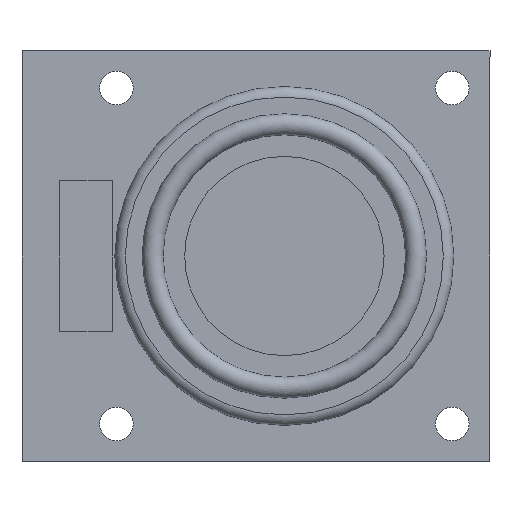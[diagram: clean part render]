
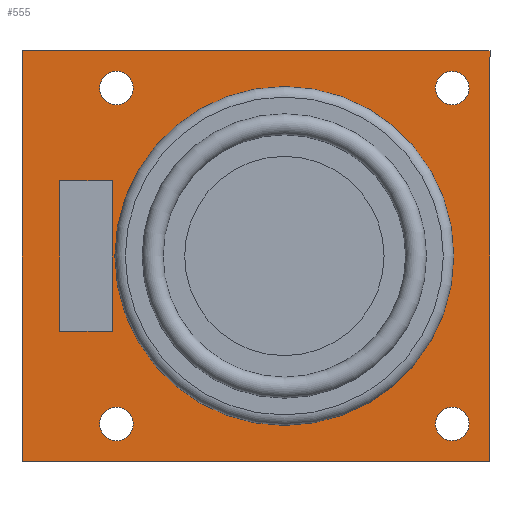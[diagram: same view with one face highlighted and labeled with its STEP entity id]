
A CAD part, front view. The second image highlights one B-rep face of the part: STEP entity #555.
In plain terms, the highlighted planar face has unit normal (0, -1, 0).
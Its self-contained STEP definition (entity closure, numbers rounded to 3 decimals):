
#37=LINE('',#868,#81);
#41=LINE('',#876,#85);
#44=LINE('',#882,#88);
#47=LINE('',#887,#91);
#65=LINE('',#942,#109);
#69=LINE('',#950,#113);
#72=LINE('',#956,#116);
#75=LINE('',#961,#119);
#81=VECTOR('',#716,10.);
#85=VECTOR('',#722,10.);
#88=VECTOR('',#727,10.);
#91=VECTOR('',#732,10.);
#109=VECTOR('',#788,10.);
#113=VECTOR('',#794,10.);
#116=VECTOR('',#799,10.);
#119=VECTOR('',#804,10.);
#138=FACE_BOUND('',#218,.T.);
#139=FACE_BOUND('',#219,.T.);
#140=FACE_BOUND('',#220,.T.);
#141=FACE_BOUND('',#221,.T.);
#142=FACE_BOUND('',#222,.T.);
#175=FACE_OUTER_BOUND('',#217,.T.);
#217=EDGE_LOOP('',(#489,#490,#491,#492));
#218=EDGE_LOOP('',(#493,#494,#495,#496));
#219=EDGE_LOOP('',(#497));
#220=EDGE_LOOP('',(#498));
#221=EDGE_LOOP('',(#499));
#222=EDGE_LOOP('',(#500));
#241=CIRCLE('',#626,1.6);
#243=CIRCLE('',#629,1.6);
#245=CIRCLE('',#632,1.6);
#247=CIRCLE('',#635,1.6);
#262=VERTEX_POINT('',#866);
#263=VERTEX_POINT('',#867);
#266=VERTEX_POINT('',#875);
#268=VERTEX_POINT('',#881);
#279=VERTEX_POINT('',#918);
#281=VERTEX_POINT('',#924);
#283=VERTEX_POINT('',#930);
#285=VERTEX_POINT('',#936);
#286=VERTEX_POINT('',#940);
#287=VERTEX_POINT('',#941);
#290=VERTEX_POINT('',#949);
#292=VERTEX_POINT('',#955);
#315=EDGE_CURVE('',#262,#263,#37,.T.);
#319=EDGE_CURVE('',#263,#266,#41,.T.);
#322=EDGE_CURVE('',#266,#268,#44,.T.);
#325=EDGE_CURVE('',#268,#262,#47,.T.);
#341=EDGE_CURVE('',#279,#279,#241,.T.);
#344=EDGE_CURVE('',#281,#281,#243,.T.);
#347=EDGE_CURVE('',#283,#283,#245,.T.);
#350=EDGE_CURVE('',#285,#285,#247,.T.);
#351=EDGE_CURVE('',#286,#287,#65,.T.);
#355=EDGE_CURVE('',#290,#286,#69,.T.);
#358=EDGE_CURVE('',#292,#290,#72,.T.);
#361=EDGE_CURVE('',#287,#292,#75,.T.);
#489=ORIENTED_EDGE('',*,*,#361,.F.);
#490=ORIENTED_EDGE('',*,*,#351,.F.);
#491=ORIENTED_EDGE('',*,*,#355,.F.);
#492=ORIENTED_EDGE('',*,*,#358,.F.);
#493=ORIENTED_EDGE('',*,*,#315,.T.);
#494=ORIENTED_EDGE('',*,*,#319,.T.);
#495=ORIENTED_EDGE('',*,*,#322,.T.);
#496=ORIENTED_EDGE('',*,*,#325,.T.);
#497=ORIENTED_EDGE('',*,*,#350,.F.);
#498=ORIENTED_EDGE('',*,*,#347,.F.);
#499=ORIENTED_EDGE('',*,*,#344,.F.);
#500=ORIENTED_EDGE('',*,*,#341,.F.);
#522=PLANE('',#641);
#555=ADVANCED_FACE('',(#175,#138,#139,#140,#141,#142),#522,.F.);
#626=AXIS2_PLACEMENT_3D('',#920,#763,#764);
#629=AXIS2_PLACEMENT_3D('',#926,#770,#771);
#632=AXIS2_PLACEMENT_3D('',#932,#777,#778);
#635=AXIS2_PLACEMENT_3D('',#938,#784,#785);
#641=AXIS2_PLACEMENT_3D('',#964,#808,#809);
#716=DIRECTION('',(0.,0.,1.));
#722=DIRECTION('',(1.,0.,0.));
#727=DIRECTION('',(0.,0.,-1.));
#732=DIRECTION('',(-1.,0.,0.));
#763=DIRECTION('center_axis',(0.,-1.,0.));
#764=DIRECTION('ref_axis',(1.,0.,0.));
#770=DIRECTION('center_axis',(0.,-1.,0.));
#771=DIRECTION('ref_axis',(1.,0.,0.));
#777=DIRECTION('center_axis',(0.,-1.,0.));
#778=DIRECTION('ref_axis',(1.,0.,0.));
#784=DIRECTION('center_axis',(0.,-1.,0.));
#785=DIRECTION('ref_axis',(1.,0.,0.));
#788=DIRECTION('',(-1.,0.,0.));
#794=DIRECTION('',(0.,0.,-1.));
#799=DIRECTION('',(1.,0.,0.));
#804=DIRECTION('',(0.,0.,1.));
#808=DIRECTION('center_axis',(0.,1.,0.));
#809=DIRECTION('ref_axis',(1.,0.,0.));
#866=CARTESIAN_POINT('',(36.002,0.,-26.707));
#867=CARTESIAN_POINT('',(36.002,0.,-12.393));
#868=CARTESIAN_POINT('',(36.002,0.,-15.972));
#875=CARTESIAN_POINT('',(41.002,0.,-12.393));
#876=CARTESIAN_POINT('',(31.651,0.,-12.393));
#881=CARTESIAN_POINT('',(41.002,0.,-26.707));
#882=CARTESIAN_POINT('',(41.002,0.,-23.128));
#887=CARTESIAN_POINT('',(29.151,0.,-26.707));
#918=CARTESIAN_POINT('',(34.,0.,-3.55));
#920=CARTESIAN_POINT('Origin',(35.6,0.,-3.55));
#924=CARTESIAN_POINT('',(2.,0.,-35.55));
#926=CARTESIAN_POINT('Origin',(3.6,0.,-35.55));
#930=CARTESIAN_POINT('',(34.,0.,-35.55));
#932=CARTESIAN_POINT('Origin',(35.6,0.,-35.55));
#936=CARTESIAN_POINT('',(2.,0.,-3.55));
#938=CARTESIAN_POINT('Origin',(3.6,0.,-3.55));
#940=CARTESIAN_POINT('',(44.6,0.,-39.1));
#941=CARTESIAN_POINT('',(0.,0.,-39.1));
#942=CARTESIAN_POINT('',(44.6,0.,-39.1));
#949=CARTESIAN_POINT('',(44.6,0.,0.));
#950=CARTESIAN_POINT('',(44.6,0.,0.));
#955=CARTESIAN_POINT('',(0.,0.,0.));
#956=CARTESIAN_POINT('',(0.,0.,0.));
#961=CARTESIAN_POINT('',(0.,0.,-39.1));
#964=CARTESIAN_POINT('Origin',(22.3,0.,-19.55));
